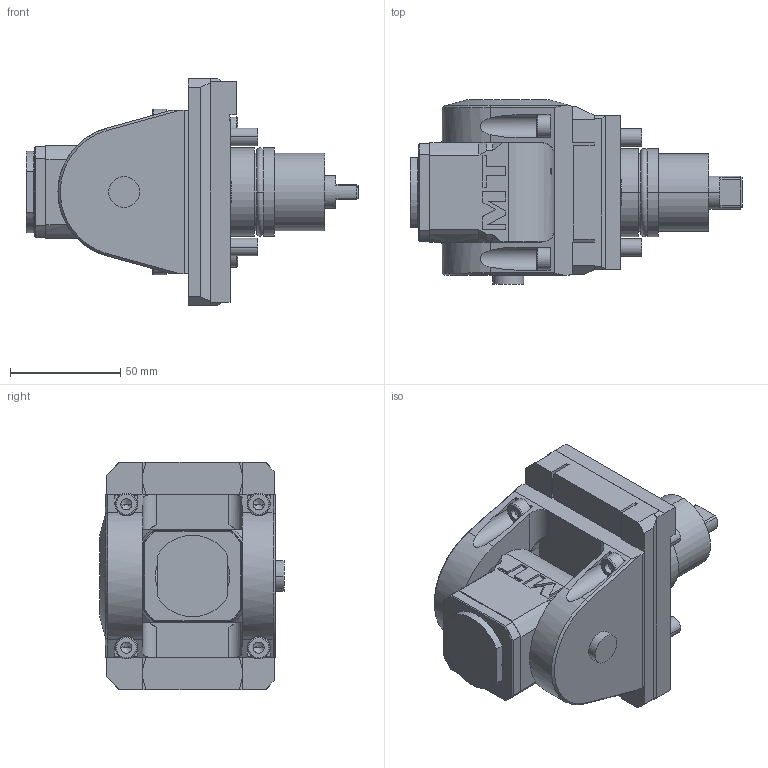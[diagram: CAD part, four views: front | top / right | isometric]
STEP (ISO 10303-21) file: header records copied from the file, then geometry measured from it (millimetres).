
FILE_DESCRIPTION((''),'2;1');
FILE_NAME('BGL1100220_CONF','2024-05-16T08:38:09',('gvalli'),('M.T. srl'),'CREO PARAMETRIC BY PTC INC, 2021072','CREO PARAMETRIC BY PTC INC, 2021072','');
FILE_SCHEMA(('CONFIG_CONTROL_DESIGN'));
Length unit declared in the file: millimetre
Products named in the file (1): BGL1100220_CONF
Bounding box: 150.5 x 83.5 x 103 mm (x, y, z)
Volume: 440763 mm3; surface area: 59296.2 mm2
Topology: 1 solids, 1 shells, 342 faces, 870 edges, 552 vertices
Faces by surface type: plane 195, cylinder 94, cone 31, torus 16, extrusion 4, bspline 2
Entity records: 11048 total; most frequent: CARTESIAN_POINT 2732, ORIENTED_EDGE 1724, DIRECTION 1700, EDGE_CURVE 862, AXIS2_PLACEMENT_3D 572, VECTOR 556, LINE 552, VERTEX_POINT 552
